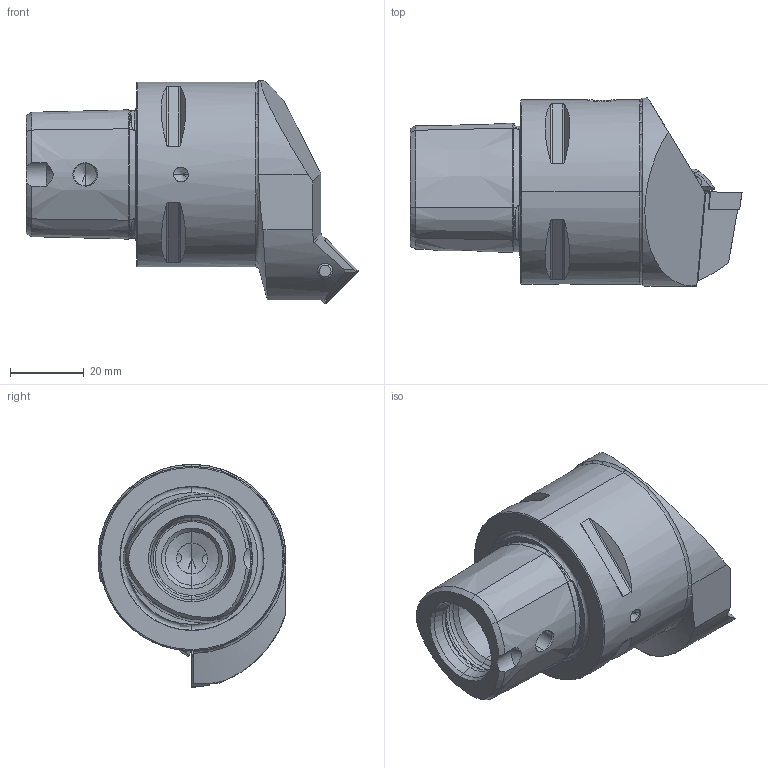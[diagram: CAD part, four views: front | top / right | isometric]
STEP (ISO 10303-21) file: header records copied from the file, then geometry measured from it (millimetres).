
FILE_DESCRIPTION (( 'STEP AP203' ), '1' );
FILE_NAME ('PS5.KSB.RSA.060-HP.STEP', '2024-08-22T13:26:32', ( '' ), ( '' ), 'SwSTEP 2.0', 'SolidWorks 2022', '' );
FILE_SCHEMA (( 'CONFIG_CONTROL_DESIGN' ));
Length unit declared in the file: millimetre
Products named in the file (11): DIN 7991 - M5x18; PS5.KSB.RSA.060-HP; DIN 3771 - 6.5x1.5; ISO 8752 2x8; CHP-ER1.008.014_A; DIN 3771 - 13x1; SCMT120404; CHP-PCX.000.022_Düse; WCC-ER2.001.010_A; PS5-KSB.RSA.060-HP_A; CHP-PCX.000.022_B
Assembly tree (10 placements, depth 3):
  PS5.KSB.RSA.060-HP
    PS5-KSB.RSA.060-HP_A
    CHP-PCX.000.022_Düse
      CHP-PCX.000.022_B
      DIN 3771 - 13x1
      DIN 3771 - 6.5x1.5
      DIN 7991 - M5x18
    ISO 8752 2x8
    CHP-ER1.008.014_A
    SCMT120404
    WCC-ER2.001.010_A
Bounding box: 90 x 50.96 x 60.5 mm (x, y, z)
Volume: 99127.8 mm3; surface area: 22964.8 mm2
Topology: 9 solids, 9 shells, 478 faces, 1183 edges, 705 vertices
Faces by surface type: cylinder 135, cone 122, plane 102, torus 69, bspline 50
Entity records: 18828 total; most frequent: CARTESIAN_POINT 7060, ORIENTED_EDGE 2310, DIRECTION 2126, EDGE_CURVE 1155, AXIS2_PLACEMENT_3D 863, VERTEX_POINT 705, EDGE_LOOP 508, ADVANCED_FACE 478
